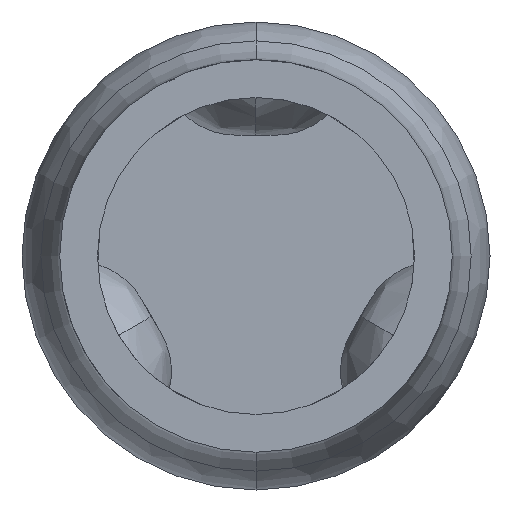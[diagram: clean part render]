
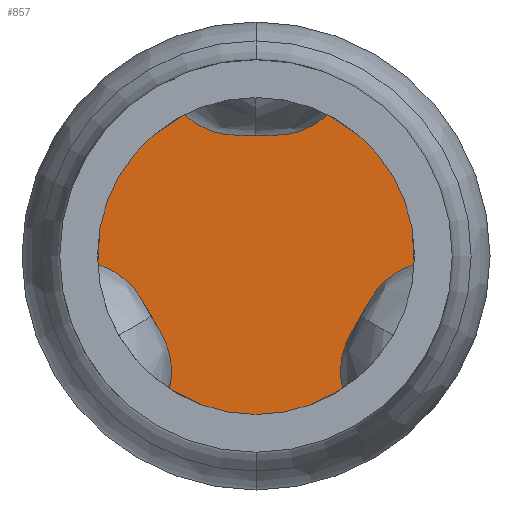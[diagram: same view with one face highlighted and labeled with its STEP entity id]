
A CAD part, front view. The second image highlights one B-rep face of the part: STEP entity #857.
In plain terms, the highlighted planar face has unit normal (0, -1, 0).
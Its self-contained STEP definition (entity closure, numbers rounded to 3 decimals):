
#559 = CARTESIAN_POINT ( 'NONE',  ( 0., -28.741, -0.227 ) ) ;
#857 = ADVANCED_FACE ( 'Defeature ausgef�hrt1_52', ( #909 ), #1292, .T. ) ;
#909 = FACE_OUTER_BOUND ( 'NONE', #4950, .T. ) ;
#1292 = PLANE ( 'NONE',  #2766 ) ;
#1343 = DIRECTION ( 'NONE',  ( 0., 0., 1. ) ) ;
#1839 = AXIS2_PLACEMENT_3D ( 'NONE', #4935, #5824, #5405 ) ;
#2233 = DIRECTION ( 'NONE',  ( 0., -1., 0. ) ) ;
#2236 = AXIS2_PLACEMENT_3D ( 'NONE', #5562, #3716, #1343 ) ;
#2367 = CIRCLE ( 'NONE', #1839, 0.227 ) ;
#2766 = AXIS2_PLACEMENT_3D ( 'NONE', #5479, #2233, #4067 ) ;
#3018 = VERTEX_POINT ( 'NONE', #4800 ) ;
#3716 = DIRECTION ( 'NONE',  ( 0., -1., 0. ) ) ;
#3729 = ORIENTED_EDGE ( 'NONE', *, *, #4632, .T. ) ;
#4067 = DIRECTION ( 'NONE',  ( 0., 0., -1. ) ) ;
#4412 = CIRCLE ( 'NONE', #2236, 0.227 ) ;
#4632 = EDGE_CURVE ( 'Defeature ausgef�hrt1_52+Defeature ausgef�hrt1_51+Defeature ausgef�hrt1_51+Defeature ausgef�hrt1_51', #5221, #3018, #4412, .T. ) ;
#4800 = CARTESIAN_POINT ( 'NONE',  ( 0., -28.741, 0.227 ) ) ;
#4935 = CARTESIAN_POINT ( 'NONE',  ( 0., -28.741, 0. ) ) ;
#4950 = EDGE_LOOP ( 'NONE', ( #5141, #3729 ) ) ;
#5141 = ORIENTED_EDGE ( 'NONE', *, *, #5491, .T. ) ;
#5221 = VERTEX_POINT ( 'NONE', #559 ) ;
#5405 = DIRECTION ( 'NONE',  ( 0., 0., 1. ) ) ;
#5479 = CARTESIAN_POINT ( 'NONE',  ( 0., -28.741, 0. ) ) ;
#5491 = EDGE_CURVE ( 'Defeature ausgef�hrt1_52+Defeature ausgef�hrt1_51+Defeature ausgef�hrt1_51+Defeature ausgef�hrt1_51', #3018, #5221, #2367, .T. ) ;
#5562 = CARTESIAN_POINT ( 'NONE',  ( 0., -28.741, 0. ) ) ;
#5824 = DIRECTION ( 'NONE',  ( 0., -1., 0. ) ) ;
